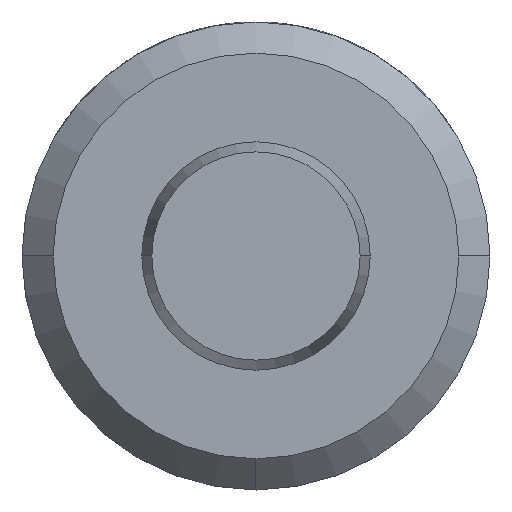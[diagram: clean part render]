
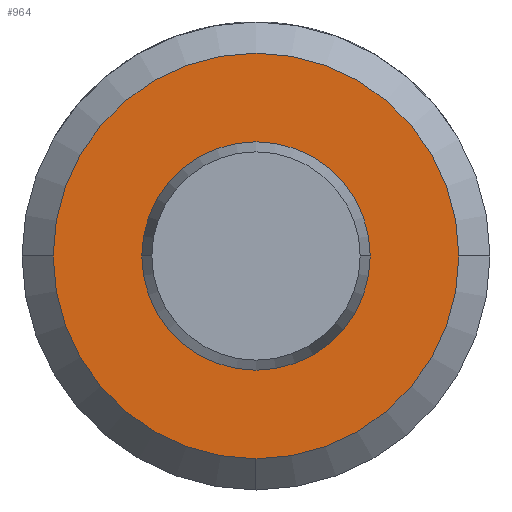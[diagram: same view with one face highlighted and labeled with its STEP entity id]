
A CAD part, left-side view. The second image highlights one B-rep face of the part: STEP entity #964.
In plain terms, the highlighted planar face has unit normal (-1, 0, 0).
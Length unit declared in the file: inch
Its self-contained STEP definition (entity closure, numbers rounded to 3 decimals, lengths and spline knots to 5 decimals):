
#11 = EDGE_CURVE ( 'NONE', #814, #79, #3106, .T. ) ;
#15 = DIRECTION ( 'NONE',  ( -1., 0., 0. ) ) ;
#79 = VERTEX_POINT ( 'NONE', #922 ) ;
#93 = FACE_BOUND ( 'NONE', #137, .T. ) ;
#137 = EDGE_LOOP ( 'NONE', ( #454, #2799 ) ) ;
#140 = DIRECTION ( 'NONE',  ( -1., 0., 0. ) ) ;
#274 = CIRCLE ( 'NONE', #1615, 0.12795 ) ;
#306 = EDGE_CURVE ( 'NONE', #1628, #1647, #1118, .T. ) ;
#381 = CARTESIAN_POINT ( 'NONE',  ( 0.24016, 0., 0. ) ) ;
#385 = CARTESIAN_POINT ( 'NONE',  ( 0.24016, 0., 0. ) ) ;
#454 = ORIENTED_EDGE ( 'NONE', *, *, #306, .T. ) ;
#531 = CARTESIAN_POINT ( 'NONE',  ( 0.24016, 0., 0. ) ) ;
#786 = DIRECTION ( 'NONE',  ( 0., 1., 0. ) ) ;
#814 = VERTEX_POINT ( 'NONE', #3153 ) ;
#891 = DIRECTION ( 'NONE',  ( -1., 0., 0. ) ) ;
#922 = CARTESIAN_POINT ( 'NONE',  ( 0.24016, 0., -0.12795 ) ) ;
#931 = CARTESIAN_POINT ( 'NONE',  ( 0.24016, -0.12795, 0. ) ) ;
#943 = AXIS2_PLACEMENT_3D ( 'NONE', #2631, #140, #2599 ) ;
#964 = ADVANCED_FACE ( 'NONE', ( #93, #2067 ), #1857, .T. ) ;
#1004 = AXIS2_PLACEMENT_3D ( 'NONE', #385, #891, #2120 ) ;
#1118 = CIRCLE ( 'NONE', #2679, 0.07205 ) ;
#1119 = DIRECTION ( 'NONE',  ( 0., 1., 0. ) ) ;
#1189 = CARTESIAN_POINT ( 'NONE',  ( 0.24016, -0.07205, 0. ) ) ;
#1357 = AXIS2_PLACEMENT_3D ( 'NONE', #2250, #2548, #786 ) ;
#1361 = CIRCLE ( 'NONE', #943, 0.12795 ) ;
#1550 = DIRECTION ( 'NONE',  ( 0., 1., 0. ) ) ;
#1595 = EDGE_LOOP ( 'NONE', ( #2542, #2590, #2775 ) ) ;
#1615 = AXIS2_PLACEMENT_3D ( 'NONE', #531, #15, #1550 ) ;
#1628 = VERTEX_POINT ( 'NONE', #2471 ) ;
#1647 = VERTEX_POINT ( 'NONE', #1189 ) ;
#1724 = CIRCLE ( 'NONE', #1357, 0.07205 ) ;
#1857 = PLANE ( 'NONE',  #1004 ) ;
#1954 = CARTESIAN_POINT ( 'NONE',  ( 0.24016, 0., 0. ) ) ;
#2067 = FACE_OUTER_BOUND ( 'NONE', #1595, .T. ) ;
#2106 = EDGE_CURVE ( 'NONE', #79, #2362, #274, .T. ) ;
#2120 = DIRECTION ( 'NONE',  ( 0., 0., 1. ) ) ;
#2208 = EDGE_CURVE ( 'NONE', #1628, #1647, #1724, .T. ) ;
#2212 = DIRECTION ( 'NONE',  ( 0., 1., 0. ) ) ;
#2250 = CARTESIAN_POINT ( 'NONE',  ( 0.24016, 0., 0. ) ) ;
#2302 = EDGE_CURVE ( 'NONE', #2362, #814, #1361, .T. ) ;
#2362 = VERTEX_POINT ( 'NONE', #931 ) ;
#2471 = CARTESIAN_POINT ( 'NONE',  ( 0.24016, 0.07205, 0. ) ) ;
#2542 = ORIENTED_EDGE ( 'NONE', *, *, #2302, .T. ) ;
#2548 = DIRECTION ( 'NONE',  ( -1., 0., 0. ) ) ;
#2590 = ORIENTED_EDGE ( 'NONE', *, *, #11, .T. ) ;
#2599 = DIRECTION ( 'NONE',  ( 0., -1., 0. ) ) ;
#2631 = CARTESIAN_POINT ( 'NONE',  ( 0.24016, 0., 0. ) ) ;
#2679 = AXIS2_PLACEMENT_3D ( 'NONE', #1954, #2980, #2212 ) ;
#2775 = ORIENTED_EDGE ( 'NONE', *, *, #2106, .T. ) ;
#2799 = ORIENTED_EDGE ( 'NONE', *, *, #2208, .F. ) ;
#2838 = AXIS2_PLACEMENT_3D ( 'NONE', #381, #3113, #1119 ) ;
#2980 = DIRECTION ( 'NONE',  ( 1., 0., 0. ) ) ;
#3106 = CIRCLE ( 'NONE', #2838, 0.12795 ) ;
#3113 = DIRECTION ( 'NONE',  ( -1., 0., 0. ) ) ;
#3153 = CARTESIAN_POINT ( 'NONE',  ( 0.24016, 0.12795, 0. ) ) ;
